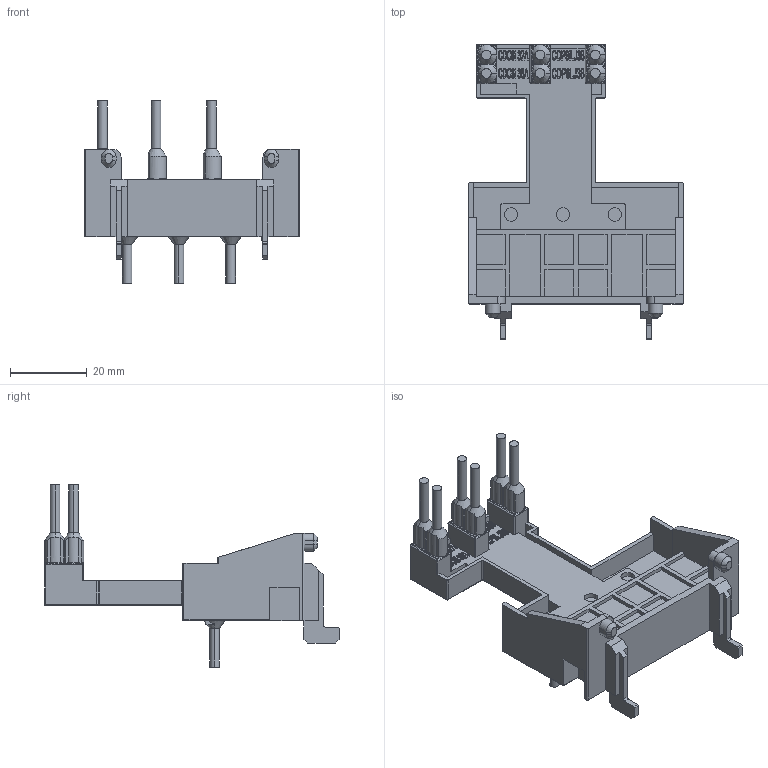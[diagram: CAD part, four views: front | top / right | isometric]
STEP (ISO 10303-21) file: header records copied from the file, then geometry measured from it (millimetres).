
FILE_DESCRIPTION((''),'2;1');
FILE_NAME('5135003300_SW0001','2025-06-05T',('li.xiao'),(''),'PRO/ENGINEER BY PARAMETRIC TECHNOLOGY CORPORATION, 2017170','PRO/ENGINEER BY PARAMETRIC TECHNOLOGY CORPORATION, 2017170','');
FILE_SCHEMA(('CONFIG_CONTROL_DESIGN'));
Products named in the file (1): 5135003300_SW0001
Bounding box: 56 x 76.8 x 47.5 mm (x, y, z)
Volume: 17225.1 mm3; surface area: 16454.1 mm2
Topology: 1 solids, 1 shells, 1475 faces, 3971 edges, 2585 vertices
Faces by surface type: extrusion 631, plane 610, cylinder 130, torus 37, bspline 26, cone 22, sphere 19
Entity records: 51501 total; most frequent: CARTESIAN_POINT 17042, ORIENTED_EDGE 7942, DIRECTION 5210, EDGE_CURVE 3971, VECTOR 2900, VERTEX_POINT 2585, LINE 2269, B_SPLINE_CURVE_WITH_KNOTS 1996
